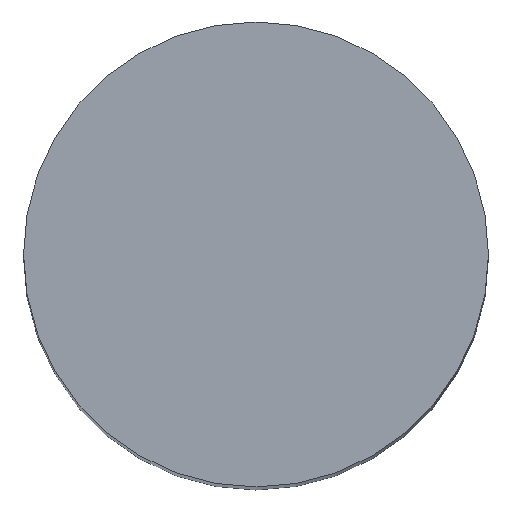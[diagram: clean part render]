
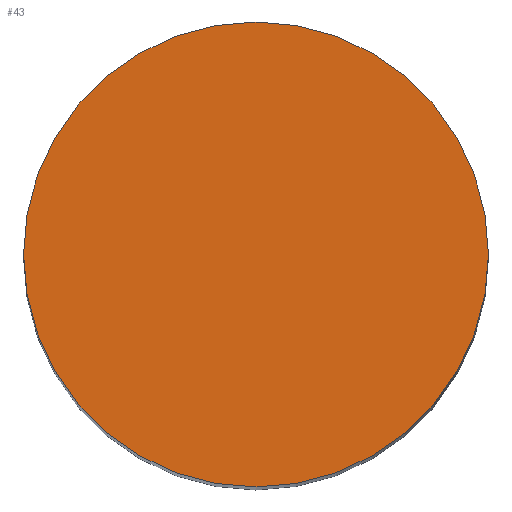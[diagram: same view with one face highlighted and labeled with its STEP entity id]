
A CAD part, top view. The second image highlights one B-rep face of the part: STEP entity #43.
In plain terms, the highlighted planar face has unit normal (0, 0, 1).
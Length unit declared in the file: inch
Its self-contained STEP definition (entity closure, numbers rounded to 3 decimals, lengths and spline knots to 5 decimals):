
#20 = CARTESIAN_POINT ( 'NONE',  ( 0., 0., 3. ) ) ;
#24 = CARTESIAN_POINT ( 'NONE',  ( 0., 0., 3. ) ) ;
#27 = DIRECTION ( 'NONE',  ( 0., 0., 1. ) ) ;
#36 = CARTESIAN_POINT ( 'NONE',  ( 0., 0., 3. ) ) ;
#37 = EDGE_LOOP ( 'NONE', ( #52, #173 ) ) ;
#43 = ADVANCED_FACE ( 'NONE', ( #133 ), #95, .T. ) ;
#50 = CIRCLE ( 'NONE', #63, 0.4 ) ;
#52 = ORIENTED_EDGE ( 'NONE', *, *, #74, .T. ) ;
#59 = CIRCLE ( 'NONE', #79, 0.4 ) ;
#63 = AXIS2_PLACEMENT_3D ( 'NONE', #20, #27, #84 ) ;
#74 = EDGE_CURVE ( 'NONE', #143, #123, #50, .T. ) ;
#79 = AXIS2_PLACEMENT_3D ( 'NONE', #24, #142, #97 ) ;
#84 = DIRECTION ( 'NONE',  ( 1., 0., 0. ) ) ;
#95 = PLANE ( 'NONE',  #125 ) ;
#97 = DIRECTION ( 'NONE',  ( 1., 0., 0. ) ) ;
#98 = CARTESIAN_POINT ( 'NONE',  ( -0.4, 0., 3. ) ) ;
#110 = DIRECTION ( 'NONE',  ( 1., 0., 0. ) ) ;
#123 = VERTEX_POINT ( 'NONE', #134 ) ;
#125 = AXIS2_PLACEMENT_3D ( 'NONE', #36, #140, #110 ) ;
#133 = FACE_OUTER_BOUND ( 'NONE', #37, .T. ) ;
#134 = CARTESIAN_POINT ( 'NONE',  ( 0.4, 0., 3. ) ) ;
#140 = DIRECTION ( 'NONE',  ( 0., 0., 1. ) ) ;
#142 = DIRECTION ( 'NONE',  ( 0., 0., 1. ) ) ;
#143 = VERTEX_POINT ( 'NONE', #98 ) ;
#165 = EDGE_CURVE ( 'NONE', #123, #143, #59, .T. ) ;
#173 = ORIENTED_EDGE ( 'NONE', *, *, #165, .T. ) ;
